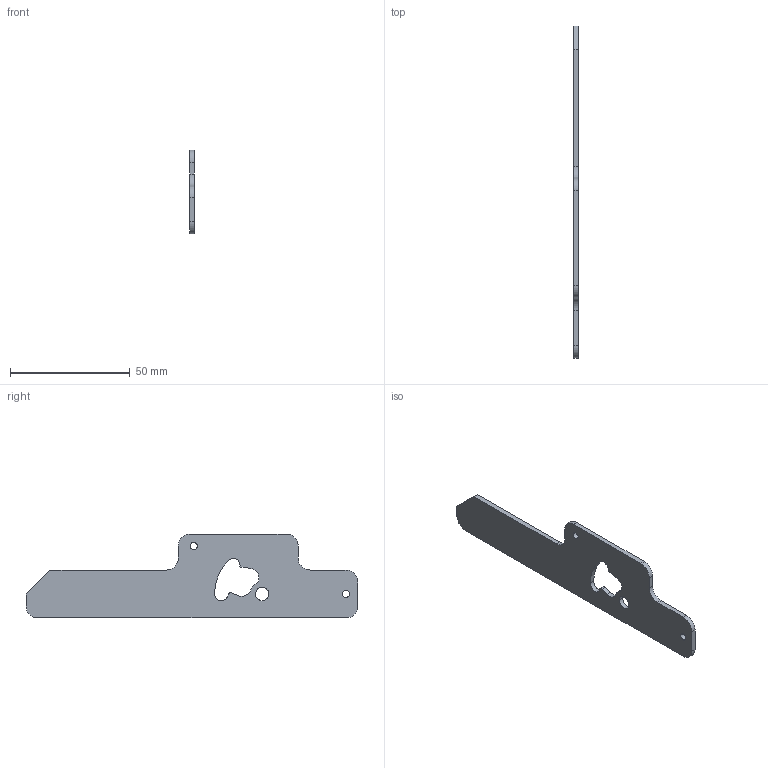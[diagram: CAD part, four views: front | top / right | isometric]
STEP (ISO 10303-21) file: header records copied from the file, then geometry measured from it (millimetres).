
FILE_DESCRIPTION((''),'2;1');
FILE_NAME('','2005-10-07T11:33:26',(''),(''),'','CADfix','');
FILE_SCHEMA(('AUTOMOTIVE_DESIGN'));
Length unit declared in the file: millimetre
Products named in the file (1): cam
Bounding box: 2 x 138.5 x 35 mm (x, y, z)
Volume: 6413 mm3; surface area: 7257.1 mm2
Topology: 1 solids, 1 shells, 33 faces, 105 edges, 74 vertices
Faces by surface type: bspline 33
Entity records: 1209 total; most frequent: CARTESIAN_POINT 617, ORIENTED_EDGE 210, EDGE_CURVE 105, VERTEX_POINT 74, QUASI_UNIFORM_CURVE 53, EDGE_LOOP 41, FACE_OUTER_BOUND 33, ADVANCED_FACE 33
